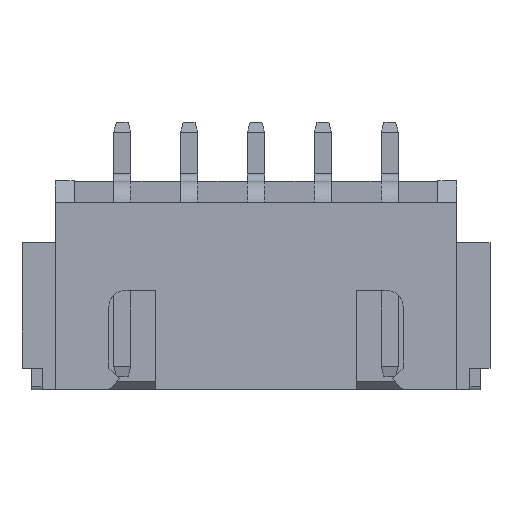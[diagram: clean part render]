
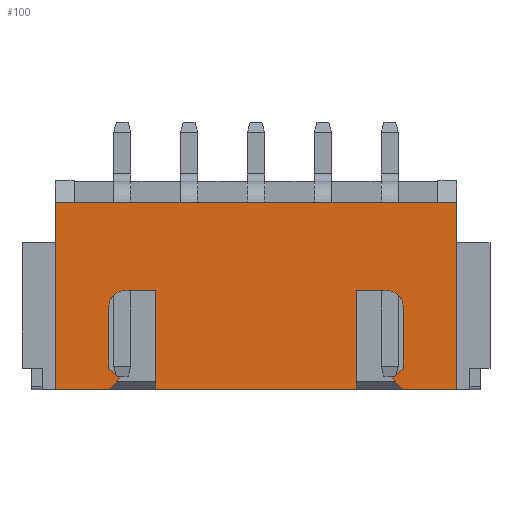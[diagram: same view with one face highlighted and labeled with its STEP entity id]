
A CAD part, top view. The second image highlights one B-rep face of the part: STEP entity #100.
In plain terms, the highlighted planar face has unit normal (0, 0, 1).
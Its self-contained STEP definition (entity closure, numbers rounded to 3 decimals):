
#100=ADVANCED_FACE('',(#2461),#2463,.T.);
#2461=FACE_BOUND('',#2462,.T.);
#2462=EDGE_LOOP('',(#4331,#4332,#4333,#4334,#4335,#4336,#4337,#4338,#4339,#4340,
#4341,#4342,#4343,#4344,#4345,#4346,#4347,#4348));
#2463=PLANE('',#2464);
#2464=AXIS2_PLACEMENT_3D('',#2465,#2466,#2467);
#2465=CARTESIAN_POINT('',(-1.25,-7.,6.));
#2466=DIRECTION('',(0.,0.,1.));
#2467=DIRECTION('',(1.,0.,0.));
#4331=ORIENTED_EDGE('',*,*,#5749,.T.);
#4332=ORIENTED_EDGE('',*,*,#5750,.T.);
#4333=ORIENTED_EDGE('',*,*,#5751,.T.);
#4334=ORIENTED_EDGE('',*,*,#5752,.T.);
#4335=ORIENTED_EDGE('',*,*,#5745,.T.);
#4336=ORIENTED_EDGE('',*,*,#5753,.T.);
#4337=ORIENTED_EDGE('',*,*,#5754,.F.);
#4338=ORIENTED_EDGE('',*,*,#5755,.F.);
#4339=ORIENTED_EDGE('',*,*,#5756,.T.);
#4340=ORIENTED_EDGE('',*,*,#5757,.T.);
#4341=ORIENTED_EDGE('',*,*,#5758,.T.);
#4342=ORIENTED_EDGE('',*,*,#5759,.T.);
#4343=ORIENTED_EDGE('',*,*,#5760,.T.);
#4344=ORIENTED_EDGE('',*,*,#5761,.T.);
#4345=ORIENTED_EDGE('',*,*,#5762,.T.);
#4346=ORIENTED_EDGE('',*,*,#5747,.T.);
#4347=ORIENTED_EDGE('',*,*,#5763,.T.);
#4348=ORIENTED_EDGE('',*,*,#5764,.T.);
#5745=EDGE_CURVE('',#6475,#6477,#6479,.T.);
#5747=EDGE_CURVE('',#6482,#6480,#6483,.T.);
#5749=EDGE_CURVE('',#6485,#6486,#6487,.T.);
#5750=EDGE_CURVE('',#6486,#6488,#6489,.T.);
#5751=EDGE_CURVE('',#6488,#6490,#6491,.T.);
#5752=EDGE_CURVE('',#6490,#6475,#6492,.T.);
#5753=EDGE_CURVE('',#6477,#6493,#6494,.T.);
#5754=EDGE_CURVE('',#6495,#6493,#6496,.T.);
#5755=EDGE_CURVE('',#6497,#6495,#6498,.T.);
#5756=EDGE_CURVE('',#6497,#6499,#6500,.T.);
#5757=EDGE_CURVE('',#6499,#6501,#6502,.F.);
#5758=EDGE_CURVE('',#6501,#6503,#6504,.F.);
#5759=EDGE_CURVE('',#6503,#6505,#6506,.F.);
#5760=EDGE_CURVE('',#6505,#6507,#6508,.F.);
#5761=EDGE_CURVE('',#6507,#6509,#6510,.F.);
#5762=EDGE_CURVE('',#6509,#6482,#6511,.F.);
#5763=EDGE_CURVE('',#6480,#6512,#6513,.T.);
#5764=EDGE_CURVE('',#6512,#6485,#6514,.T.);
#6475=VERTEX_POINT('',#7674);
#6477=VERTEX_POINT('',#7678);
#6479=LINE('',#7682,#7683);
#6480=VERTEX_POINT('',#7685);
#6482=VERTEX_POINT('',#7689);
#6483=LINE('',#7690,#7691);
#6485=VERTEX_POINT('',#7696);
#6486=VERTEX_POINT('',#7697);
#6487=CIRCLE('',#7698,0.6);
#6488=VERTEX_POINT('',#7702);
#6489=LINE('',#7703,#7704);
#6490=VERTEX_POINT('',#7706);
#6491=LINE('',#7707,#7708);
#6492=LINE('',#7710,#7711);
#6493=VERTEX_POINT('',#7713);
#6494=LINE('',#7714,#7715);
#6495=VERTEX_POINT('',#7717);
#6496=LINE('',#7718,#7719);
#6497=VERTEX_POINT('',#7721);
#6498=LINE('',#7722,#7723);
#6499=VERTEX_POINT('',#7725);
#6500=LINE('',#7726,#7727);
#6501=VERTEX_POINT('',#7729);
#6502=LINE('',#7730,#7731);
#6503=VERTEX_POINT('',#7733);
#6504=LINE('',#7734,#7735);
#6505=VERTEX_POINT('',#7737);
#6506=LINE('',#7738,#7739);
#6507=VERTEX_POINT('',#7741);
#6508=CIRCLE('',#7742,0.6);
#6509=VERTEX_POINT('',#7746);
#6510=LINE('',#7747,#7748);
#6511=LINE('',#7750,#7751);
#6512=VERTEX_POINT('',#7753);
#6513=LINE('',#7754,#7755);
#6514=LINE('',#7757,#7758);
#7674=CARTESIAN_POINT('',(10.5,-7.,6.));
#7678=CARTESIAN_POINT('',(12.5,-7.,6.));
#7682=CARTESIAN_POINT('',(10.5,-7.,6.));
#7683=VECTOR('',#7684,1.);
#7684=DIRECTION('',(1.,0.,0.));
#7685=CARTESIAN_POINT('',(8.75,-7.,6.));
#7689=CARTESIAN_POINT('',(1.25,-7.,6.));
#7690=CARTESIAN_POINT('',(1.25,-7.,6.));
#7691=VECTOR('',#7692,1.);
#7692=DIRECTION('',(1.,0.,0.));
#7696=CARTESIAN_POINT('',(9.9,-3.3,6.));
#7697=CARTESIAN_POINT('',(10.5,-3.9,6.));
#7698=AXIS2_PLACEMENT_3D('',#7699,#7700,#7701);
#7699=CARTESIAN_POINT('',(9.9,-3.9,6.));
#7700=DIRECTION('',(0.,0.,-1.));
#7701=DIRECTION('',(0.,1.,0.));
#7702=CARTESIAN_POINT('',(10.5,-6.2,6.));
#7703=CARTESIAN_POINT('',(10.5,-3.9,6.));
#7704=VECTOR('',#7705,1.);
#7705=DIRECTION('',(0.,-1.,0.));
#7706=CARTESIAN_POINT('',(10.1,-6.6,6.));
#7707=CARTESIAN_POINT('',(10.5,-6.2,6.));
#7708=VECTOR('',#7709,1.);
#7709=DIRECTION('',(-0.707,-0.707,0.));
#7710=CARTESIAN_POINT('',(10.1,-6.6,6.));
#7711=VECTOR('',#7712,1.);
#7712=DIRECTION('',(0.707,-0.707,0.));
#7713=CARTESIAN_POINT('',(12.5,0.,6.));
#7714=CARTESIAN_POINT('',(12.5,-7.,6.));
#7715=VECTOR('',#7716,1.);
#7716=DIRECTION('',(0.,1.,0.));
#7717=CARTESIAN_POINT('',(-2.5,0.,6.));
#7718=CARTESIAN_POINT('',(-2.5,0.,6.));
#7719=VECTOR('',#7720,1.);
#7720=DIRECTION('',(1.,0.,0.));
#7721=CARTESIAN_POINT('',(-2.5,-7.,6.));
#7722=CARTESIAN_POINT('',(-2.5,-7.,6.));
#7723=VECTOR('',#7724,1.);
#7724=DIRECTION('',(0.,1.,0.));
#7725=CARTESIAN_POINT('',(-0.5,-7.,6.));
#7726=CARTESIAN_POINT('',(-2.5,-7.,6.));
#7727=VECTOR('',#7728,1.);
#7728=DIRECTION('',(1.,0.,0.));
#7729=CARTESIAN_POINT('',(-0.1,-6.6,6.));
#7730=CARTESIAN_POINT('',(-0.1,-6.6,6.));
#7731=VECTOR('',#7732,1.);
#7732=DIRECTION('',(-0.707,-0.707,0.));
#7733=CARTESIAN_POINT('',(-0.5,-6.2,6.));
#7734=CARTESIAN_POINT('',(-0.5,-6.2,6.));
#7735=VECTOR('',#7736,1.);
#7736=DIRECTION('',(0.707,-0.707,0.));
#7737=CARTESIAN_POINT('',(-0.5,-3.9,6.));
#7738=CARTESIAN_POINT('',(-0.5,-3.9,6.));
#7739=VECTOR('',#7740,1.);
#7740=DIRECTION('',(0.,-1.,0.));
#7741=CARTESIAN_POINT('',(0.1,-3.3,6.));
#7742=AXIS2_PLACEMENT_3D('',#7743,#7744,#7745);
#7743=CARTESIAN_POINT('',(0.1,-3.9,6.));
#7744=DIRECTION('',(0.,-0.,1.));
#7745=DIRECTION('',(0.,1.,0.));
#7746=CARTESIAN_POINT('',(1.25,-3.3,6.));
#7747=CARTESIAN_POINT('',(1.25,-3.3,6.));
#7748=VECTOR('',#7749,1.);
#7749=DIRECTION('',(-1.,0.,0.));
#7750=CARTESIAN_POINT('',(1.25,-7.,6.));
#7751=VECTOR('',#7752,1.);
#7752=DIRECTION('',(0.,1.,0.));
#7753=CARTESIAN_POINT('',(8.75,-3.3,6.));
#7754=CARTESIAN_POINT('',(8.75,-7.,6.));
#7755=VECTOR('',#7756,1.);
#7756=DIRECTION('',(0.,1.,0.));
#7757=CARTESIAN_POINT('',(8.75,-3.3,6.));
#7758=VECTOR('',#7759,1.);
#7759=DIRECTION('',(1.,0.,0.));
